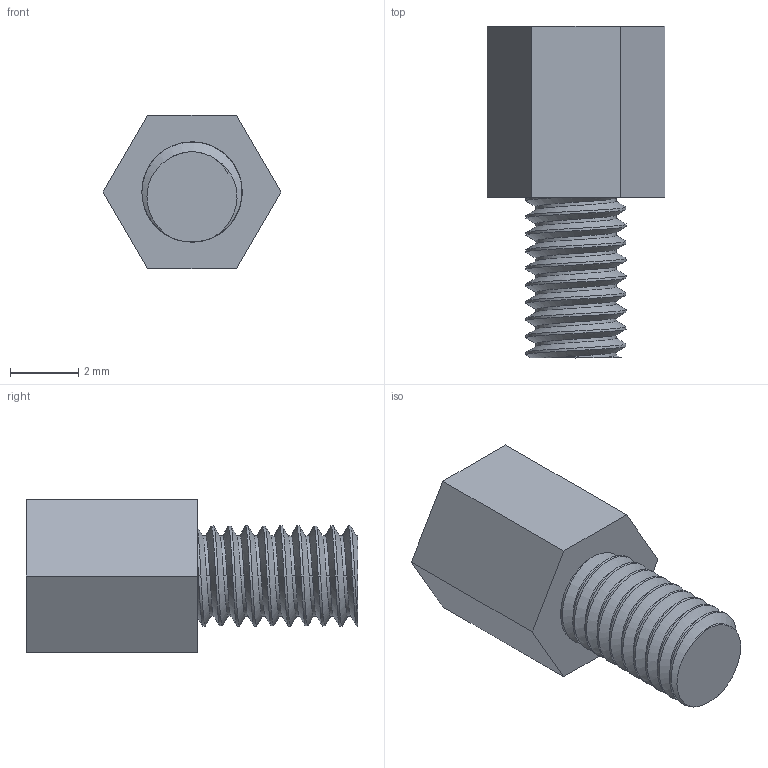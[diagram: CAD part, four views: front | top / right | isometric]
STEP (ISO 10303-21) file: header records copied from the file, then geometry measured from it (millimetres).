
FILE_DESCRIPTION(/* description */ (''),/* implementation_level */ '2;1');
FILE_NAME(/* name */ 'M3-0.5x5mm_Male-Fem_Hex_Standoff.step',/* time_stamp */ '2020-04-26T18:18:52-05:00',/* author */ (''),/* organization */ (''),/* preprocessor_version */ 'ST-DEVELOPER v18.1',/* originating_system */ 'Autodesk Translation Framework v9.2.0.1227',/* authorisation */ '');
FILE_SCHEMA (('AUTOMOTIVE_DESIGN { 1 0 10303 214 3 1 1 }'));
Length unit declared in the file: millimetre
Products named in the file (1): M3-0.5x5mm_Male-Fem_Hex_Standoff
Bounding box: 5.2 x 9.7 x 4.5 mm (x, y, z)
Volume: 93 mm3; surface area: 226.8 mm2
Topology: 1 solids, 1 shells, 50 faces, 132 edges, 86 vertices
Faces by surface type: cylinder 33, plane 11, bspline 6
Full cylindrical faces by diameter (mm): 2.356 x8, 2.529 x3, 2.927 x9, 3.086 x4
Entity records: 3561 total; most frequent: CARTESIAN_POINT 2441, ORIENTED_EDGE 264, DIRECTION 160, EDGE_CURVE 132, VERTEX_POINT 86, B_SPLINE_CURVE_WITH_KNOTS 72, AXIS2_PLACEMENT_3D 55, EDGE_LOOP 52
